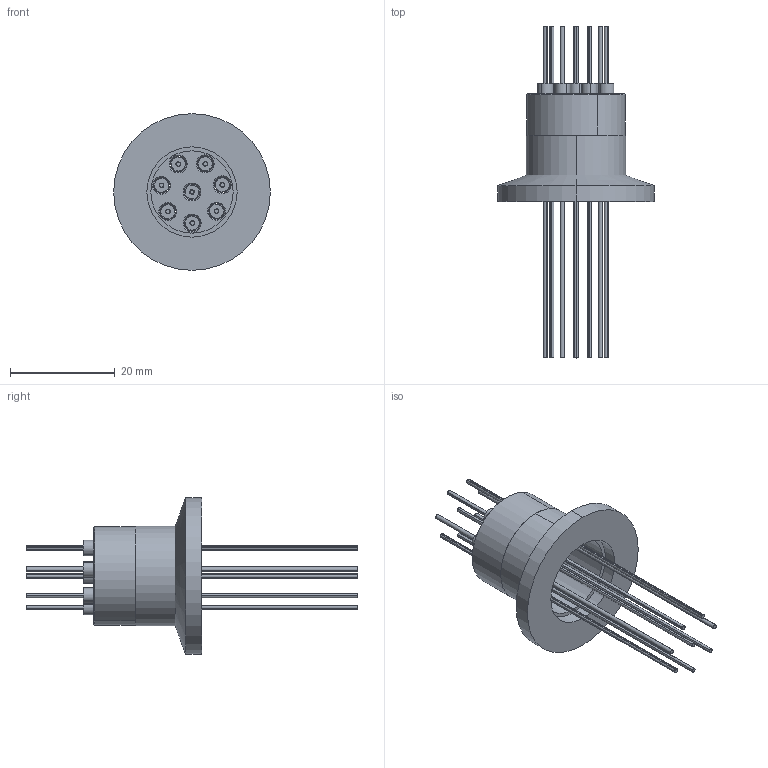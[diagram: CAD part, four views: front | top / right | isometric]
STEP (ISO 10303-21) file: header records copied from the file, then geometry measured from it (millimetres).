
FILE_DESCRIPTION (( 'STEP AP203' ), '1' );
FILE_NAME ('17008-01-KF.STEP', '2021-01-11T16:12:32', ( '' ), ( '' ), 'SwSTEP 2.0', 'SolidWorks 2019', '' );
FILE_SCHEMA (( 'CONFIG_CONTROL_DESIGN' ));
Length unit declared in the file: inch
Products named in the file (9): 17669_01; 06400_72; 17008-01-KF; 21056_01; 08310_03; 09293_01; 03954_86; 16354_23; 09294_03
Assembly tree (44 placements, depth 3):
  17008-01-KF
    17669_01
    09294_03
      09293_01
      08310_03  x8
      06400_72  x9
      03954_86  x8
      21056_01  x8
      16354_23  x8
Bounding box: 29.97 x 63.5 x 29.97 mm (x, y, z)
Volume: 4463.8 mm3; surface area: 8642.4 mm2
Topology: 43 solids, 43 shells, 273 faces, 512 edges, 328 vertices
Faces by surface type: cylinder 146, plane 89, cone 36, torus 2
Entity records: 4823 total; most frequent: DIRECTION 626, CARTESIAN_POINT 477, ORIENTED_EDGE 412, AXIS2_PLACEMENT_3D 273, EDGE_CURVE 206, COORDINATED_UNIVERSAL_TIME_OFFSET 133, DATE_AND_TIME 133, CALENDAR_DATE 133
